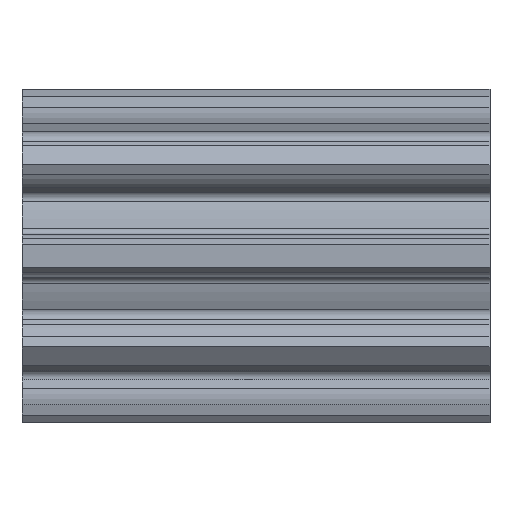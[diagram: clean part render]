
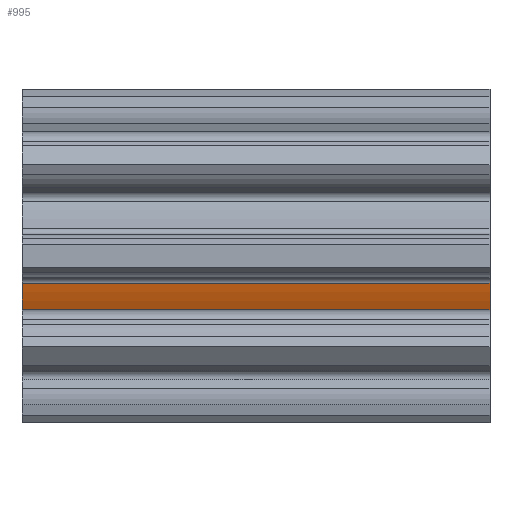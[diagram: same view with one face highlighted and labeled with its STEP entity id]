
A CAD part, top view. The second image highlights one B-rep face of the part: STEP entity #995.
In plain terms, the highlighted cylindrical face has radius 8.5 mm (diameter 17 mm), a partial arc.
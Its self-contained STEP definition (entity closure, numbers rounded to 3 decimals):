
#97=CARTESIAN_POINT('Axis2P3D Location',(30.,0.,0.)) ;
#101=CARTESIAN_POINT('Vertex',(30.,-1.763,8.315)) ;
#103=CARTESIAN_POINT('Vertex',(30.,-3.461,7.763)) ;
#965=CARTESIAN_POINT('Axis2P3D Location',(15.,0.,0.)) ;
#970=CARTESIAN_POINT('Line Origine',(15.,-1.763,8.315)) ;
#974=CARTESIAN_POINT('Vertex',(0.,-1.763,8.315)) ;
#977=CARTESIAN_POINT('Axis2P3D Location',(0.,0.,0.)) ;
#981=CARTESIAN_POINT('Vertex',(0.,-3.461,7.763)) ;
#984=CARTESIAN_POINT('Line Origine',(15.,-3.461,7.763)) ;
#98=DIRECTION('Axis2P3D Direction',(1.,0.,0.)) ;
#966=DIRECTION('Axis2P3D Direction',(1.,0.,0.)) ;
#967=DIRECTION('Axis2P3D XDirection',(0.,-0.207,0.978)) ;
#971=DIRECTION('Vector Direction',(1.,0.,0.)) ;
#978=DIRECTION('Axis2P3D Direction',(1.,0.,0.)) ;
#985=DIRECTION('Vector Direction',(1.,0.,0.)) ;
#99=AXIS2_PLACEMENT_3D('Circle Axis2P3D',#97,#98,$) ;
#968=AXIS2_PLACEMENT_3D('Cylinder Axis2P3D',#965,#966,#967) ;
#979=AXIS2_PLACEMENT_3D('Circle Axis2P3D',#977,#978,$) ;
#990=ORIENTED_EDGE('',*,*,#105,.F.) ;
#991=ORIENTED_EDGE('',*,*,#976,.F.) ;
#992=ORIENTED_EDGE('',*,*,#983,.T.) ;
#993=ORIENTED_EDGE('',*,*,#988,.T.) ;
#972=VECTOR('Line Direction',#971,1.) ;
#986=VECTOR('Line Direction',#985,1.) ;
#995=ADVANCED_FACE('Corps principal',(#994),#969,.T.) ;
#100=CIRCLE('generated circle',#99,8.5) ;
#980=CIRCLE('generated circle',#979,8.5) ;
#969=CYLINDRICAL_SURFACE('generated cylinder',#968,8.5) ;
#105=EDGE_CURVE('',#102,#104,#100,.T.) ;
#976=EDGE_CURVE('',#975,#102,#973,.T.) ;
#983=EDGE_CURVE('',#975,#982,#980,.T.) ;
#988=EDGE_CURVE('',#982,#104,#987,.T.) ;
#989=EDGE_LOOP('',(#990,#991,#992,#993)) ;
#994=FACE_OUTER_BOUND('',#989,.T.) ;
#973=LINE('Line',#970,#972) ;
#987=LINE('Line',#984,#986) ;
#102=VERTEX_POINT('',#101) ;
#104=VERTEX_POINT('',#103) ;
#975=VERTEX_POINT('',#974) ;
#982=VERTEX_POINT('',#981) ;
